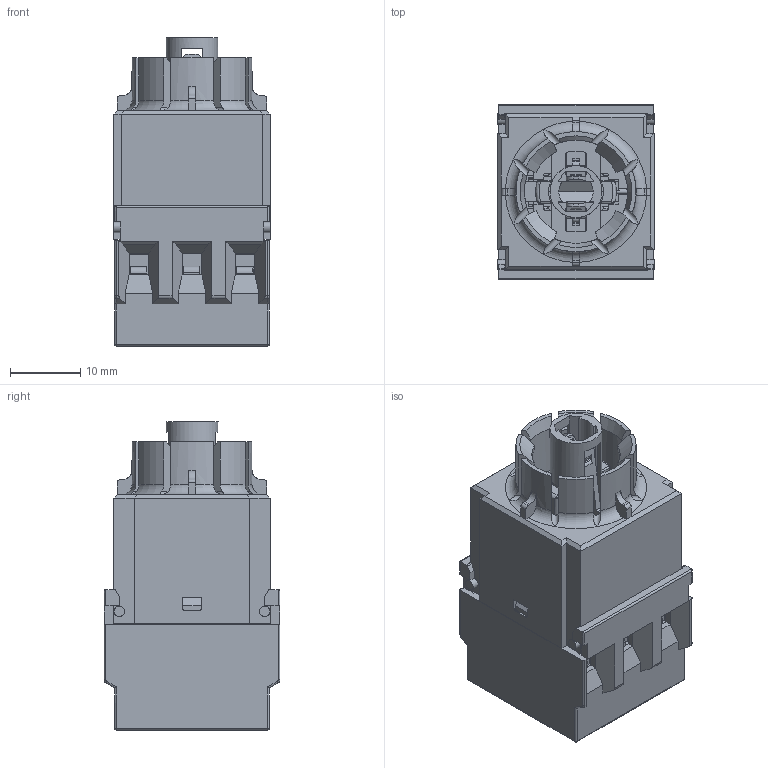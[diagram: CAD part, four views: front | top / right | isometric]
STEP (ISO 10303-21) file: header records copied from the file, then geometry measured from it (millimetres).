
FILE_DESCRIPTION(/* description */ (''),/* implementation_level */ '2;1');
FILE_NAME(/* name */ 'BFLI5K_ipt.stp',/* time_stamp */ '2017-03-30T14:58:38+02:00',/* author */ ('ahoffmann'),/* organization */ (''),/* preprocessor_version */ 'ST-DEVELOPER v16.1',/* originating_system */ 'Autodesk Inventor 2016',/* authorisation */ '');
FILE_SCHEMA (('AUTOMOTIVE_DESIGN { 1 0 10303 214 3 1 1 }'));
Products named in the file (1): BFLI5K_vereinfacht
Bounding box: 22.2 x 25 x 43.85 mm (x, y, z)
Volume: 12238.4 mm3; surface area: 17762.9 mm2
Topology: 2 solids, 2 shells, 2415 faces, 6931 edges, 4419 vertices
Faces by surface type: plane 1685, cylinder 500, bspline 110, torus 79, cone 21, sphere 20
Full cylindrical faces by diameter (mm): 0.5 x1, 1.35 x8, 1.5 x4, 1.9 x6, 2 x9, 2.5 x6, 2.8 x6, 3 x1, 4 x7, 4.3 x1, 6 x1, 7.4 x1, 14.7 x1
Entity records: 87559 total; most frequent: CARTESIAN_POINT 25186, ORIENTED_EDGE 13606, DIRECTION 12173, EDGE_CURVE 6787, LINE 5021, VECTOR 5021, VERTEX_POINT 4390, AXIS2_PLACEMENT_3D 3576
